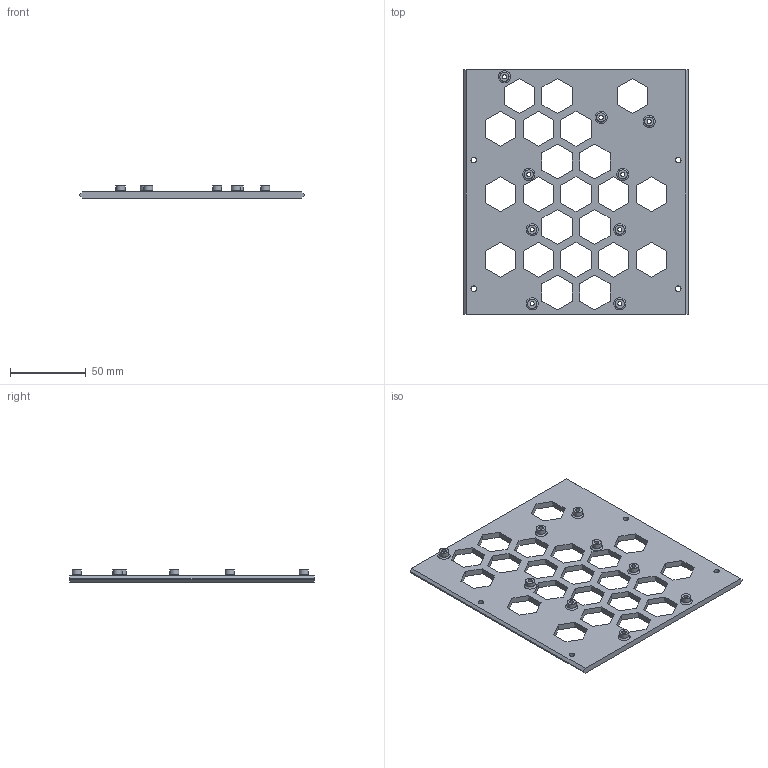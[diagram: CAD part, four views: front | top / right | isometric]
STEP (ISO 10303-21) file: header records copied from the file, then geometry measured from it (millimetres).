
FILE_DESCRIPTION(/* description */ (''),/* implementation_level */ '2;1');
FILE_NAME(/* name */ 'MCU Tray - SKR E3 + Pico.step',/* time_stamp */ '2023-05-10T13:43:37-05:00',/* author */ (''),/* organization */ (''),/* preprocessor_version */ 'ST-DEVELOPER v19.2',/* originating_system */ 'Autodesk Translation Framework v12.4.0.73',/* authorisation */ '');
FILE_SCHEMA (('AUTOMOTIVE_DESIGN { 1 0 10303 214 3 1 1 }'));
Length unit declared in the file: millimetre
Products named in the file (1): MCU Tray - SKR E3 + Pico
Bounding box: 148.6 x 161.85 x 8 mm (x, y, z)
Volume: 65119.2 mm3; surface area: 41975.2 mm2
Topology: 1 solids, 1 shells, 182 faces, 509 edges, 338 vertices
Faces by surface type: plane 151, cylinder 22, torus 9
Full cylindrical faces by diameter (mm): 2.8 x9, 3.6 x4, 6 x9
Entity records: 5968 total; most frequent: CARTESIAN_POINT 1030, ORIENTED_EDGE 1018, DIRECTION 942, EDGE_CURVE 509, LINE 442, VECTOR 442, VERTEX_POINT 338, EDGE_LOOP 261
